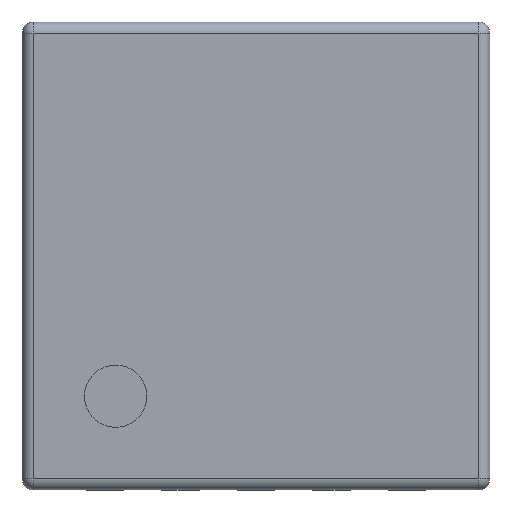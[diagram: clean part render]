
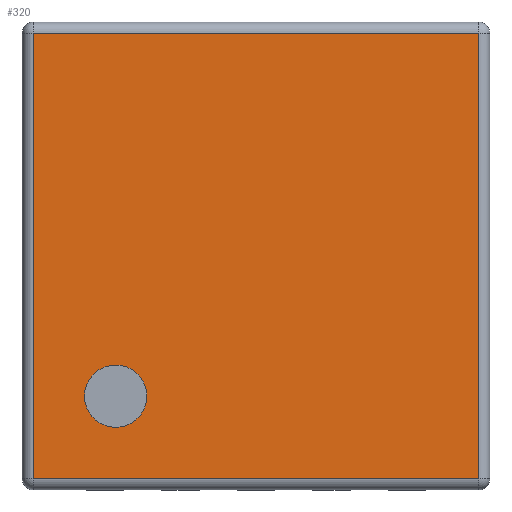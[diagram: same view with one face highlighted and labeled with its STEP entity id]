
A CAD part, top view. The second image highlights one B-rep face of the part: STEP entity #320.
In plain terms, the highlighted planar face has unit normal (0, 0, 1).
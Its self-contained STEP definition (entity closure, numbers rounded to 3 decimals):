
#320=ADVANCED_FACE('',(#1288,#1290),#1292,.T.);
#1288=FACE_BOUND('',#1289,.T.);
#1289=EDGE_LOOP('',(#2025,#2026,#2027,#2028));
#1290=FACE_BOUND('',#1291,.T.);
#1291=EDGE_LOOP('',(#2029));
#1292=PLANE('',#1293);
#1293=AXIS2_PLACEMENT_3D('',#1294,#1295,#1296);
#1294=CARTESIAN_POINT('',(0.,0.,1.));
#1295=DIRECTION('',(0.,0.,1.));
#1296=DIRECTION('',(1.,0.,0.));
#2025=ORIENTED_EDGE('',*,*,#2560,.T.);
#2026=ORIENTED_EDGE('',*,*,#2561,.T.);
#2027=ORIENTED_EDGE('',*,*,#2562,.T.);
#2028=ORIENTED_EDGE('',*,*,#2563,.T.);
#2029=ORIENTED_EDGE('',*,*,#2559,.F.);
#2559=EDGE_CURVE('',#2866,#2866,#2867,.T.);
#2560=EDGE_CURVE('',#2868,#2869,#2870,.T.);
#2561=EDGE_CURVE('',#2869,#2871,#2872,.T.);
#2562=EDGE_CURVE('',#2871,#2873,#2874,.T.);
#2563=EDGE_CURVE('',#2873,#2868,#2875,.T.);
#2866=VERTEX_POINT('',#3442);
#2867=CIRCLE('',#3443,0.207);
#2868=VERTEX_POINT('',#3447);
#2869=VERTEX_POINT('',#3448);
#2870=LINE('',#3449,#3450);
#2871=VERTEX_POINT('',#3452);
#2872=LINE('',#3453,#3454);
#2873=VERTEX_POINT('',#3456);
#2874=LINE('',#3457,#3458);
#2875=LINE('',#3460,#3461);
#3442=CARTESIAN_POINT('',(-0.723,-0.93,1.));
#3443=AXIS2_PLACEMENT_3D('',#3444,#3445,#3446);
#3444=CARTESIAN_POINT('',(-0.93,-0.93,1.));
#3445=DIRECTION('',(0.,0.,1.));
#3446=DIRECTION('',(1.,0.,0.));
#3447=CARTESIAN_POINT('',(-1.475,1.475,1.));
#3448=CARTESIAN_POINT('',(-1.475,-1.475,1.));
#3449=CARTESIAN_POINT('',(-1.475,1.475,1.));
#3450=VECTOR('',#3451,1.);
#3451=DIRECTION('',(0.,-1.,0.));
#3452=CARTESIAN_POINT('',(1.475,-1.475,1.));
#3453=CARTESIAN_POINT('',(-1.475,-1.475,1.));
#3454=VECTOR('',#3455,1.);
#3455=DIRECTION('',(1.,0.,0.));
#3456=CARTESIAN_POINT('',(1.475,1.475,1.));
#3457=CARTESIAN_POINT('',(1.475,-1.475,1.));
#3458=VECTOR('',#3459,1.);
#3459=DIRECTION('',(0.,1.,0.));
#3460=CARTESIAN_POINT('',(1.475,1.475,1.));
#3461=VECTOR('',#3462,1.);
#3462=DIRECTION('',(-1.,0.,0.));
